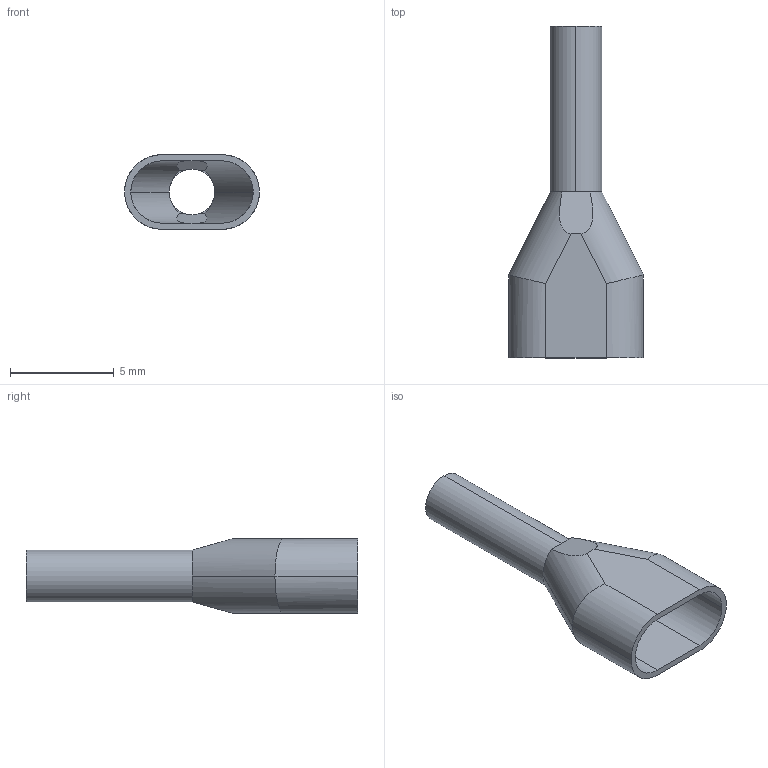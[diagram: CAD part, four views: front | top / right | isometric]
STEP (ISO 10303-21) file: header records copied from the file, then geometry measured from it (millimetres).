
FILE_DESCRIPTION (( 'STEP AP214' ), '1' );
FILE_NAME ('V30AE000623.step', '2017-09-28T13:13:21', ( '' ), ( '' ), 'SwSTEP 2.0', 'SolidWorks 2017', '' );
FILE_SCHEMA (( 'AUTOMOTIVE_DESIGN' ));
Length unit declared in the file: millimetre
Products named in the file (1): V30AE000623
Bounding box: 6.5 x 16 x 3.6 mm (x, y, z)
Volume: 43.1 mm3; surface area: 355.8 mm2
Topology: 2 solids, 2 shells, 38 faces, 98 edges, 64 vertices
Faces by surface type: cylinder 22, plane 16
Entity records: 1574 total; most frequent: CARTESIAN_POINT 301, ORIENTED_EDGE 196, DIRECTION 166, EDGE_CURVE 98, VERTEX_POINT 64, AXIS2_PLACEMENT_3D 61, LINE 44, VECTOR 44
